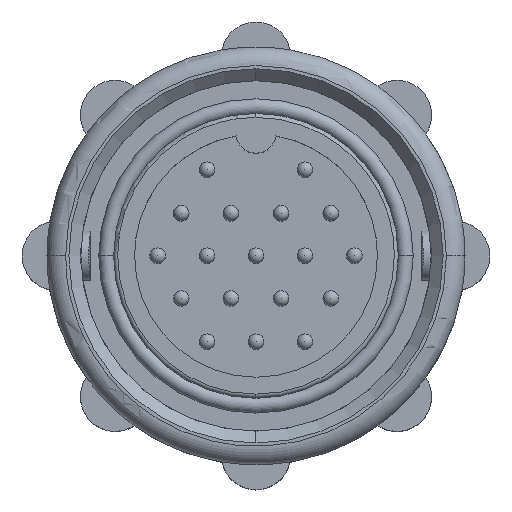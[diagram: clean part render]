
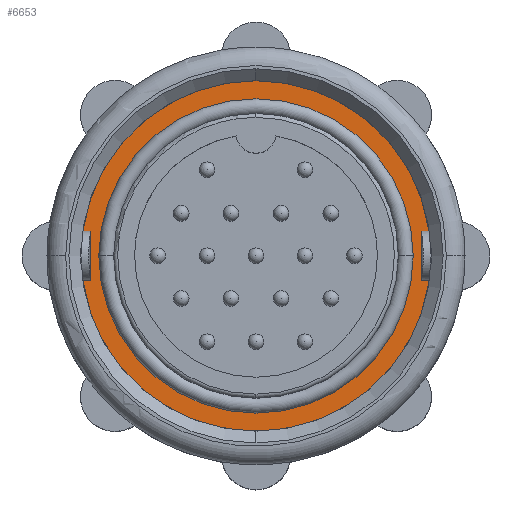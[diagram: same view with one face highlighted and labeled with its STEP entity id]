
A CAD part, top view. The second image highlights one B-rep face of the part: STEP entity #6653.
In plain terms, the highlighted planar face has unit normal (0, 0, 1).
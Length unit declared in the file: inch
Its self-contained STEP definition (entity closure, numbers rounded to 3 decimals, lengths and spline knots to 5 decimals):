
#9 = CARTESIAN_POINT ( 'NONE',  ( -0.43554, 0.0625, 0.025 ) ) ;
#11 = DIRECTION ( 'NONE',  ( 0.148, 0.989, 0. ) ) ;
#12 = DIRECTION ( 'NONE',  ( 0., 0., -1. ) ) ;
#53 = LINE ( 'NONE', #215, #2224 ) ;
#76 = DIRECTION ( 'NONE',  ( -1., 0., 0. ) ) ;
#90 = DIRECTION ( 'NONE',  ( 0., -1., 0. ) ) ;
#92 = DIRECTION ( 'NONE',  ( 0., 0., -1. ) ) ;
#136 = CARTESIAN_POINT ( 'NONE',  ( 0., 0., 0.025 ) ) ;
#165 = DIRECTION ( 'NONE',  ( -1., 0., 0. ) ) ;
#167 = DIRECTION ( 'NONE',  ( 0., 0., -1. ) ) ;
#168 = PLANE ( 'NONE',  #2333 ) ;
#174 = LINE ( 'NONE', #9, #2357 ) ;
#189 = CARTESIAN_POINT ( 'NONE',  ( 0., 0., 0.025 ) ) ;
#201 = DIRECTION ( 'NONE',  ( 0., -1., 0. ) ) ;
#210 = CARTESIAN_POINT ( 'NONE',  ( 0., 0., 0.025 ) ) ;
#215 = CARTESIAN_POINT ( 'NONE',  ( 0., 0.0625, 0.025 ) ) ;
#851 = AXIS2_PLACEMENT_3D ( 'NONE', #3982, #4025, #4208 ) ;
#870 = VECTOR ( 'NONE', #2602, 39.37008 ) ;
#935 = VECTOR ( 'NONE', #2800, 39.37008 ) ;
#1025 = VECTOR ( 'NONE', #2589, 39.37008 ) ;
#1041 = VECTOR ( 'NONE', #2646, 39.37008 ) ;
#1162 = AXIS2_PLACEMENT_3D ( 'NONE', #2625, #2701, #2747 ) ;
#1171 = AXIS2_PLACEMENT_3D ( 'NONE', #2576, #2751, #2741 ) ;
#1626 = ORIENTED_EDGE ( 'NONE', *, *, #7107, .F. ) ;
#1728 = EDGE_LOOP ( 'NONE', ( #5051, #4878 ) ) ;
#2034 = EDGE_CURVE ( 'NONE', #3290, #3288, #7256, .T. ) ;
#2218 = AXIS2_PLACEMENT_3D ( 'NONE', #136, #12, #201 ) ;
#2224 = VECTOR ( 'NONE', #76, 39.37008 ) ;
#2324 = FACE_BOUND ( 'NONE', #1728, .T. ) ;
#2333 = AXIS2_PLACEMENT_3D ( 'NONE', #210, #167, #165 ) ;
#2355 = AXIS2_PLACEMENT_3D ( 'NONE', #8759, #8760, #8731 ) ;
#2357 = VECTOR ( 'NONE', #11, 39.37008 ) ;
#2506 = AXIS2_PLACEMENT_3D ( 'NONE', #189, #92, #90 ) ;
#2539 = FACE_OUTER_BOUND ( 'NONE', #3953, .T. ) ;
#2550 = CARTESIAN_POINT ( 'NONE',  ( 0.43479, 0.0675, 0.025 ) ) ;
#2576 = CARTESIAN_POINT ( 'NONE',  ( 0., 0., 0.025 ) ) ;
#2589 = DIRECTION ( 'NONE',  ( -1., 0., 0. ) ) ;
#2602 = DIRECTION ( 'NONE',  ( 1., 0., 0. ) ) ;
#2605 = CARTESIAN_POINT ( 'NONE',  ( 0., -0.0625, 0.025 ) ) ;
#2625 = CARTESIAN_POINT ( 'NONE',  ( 0., 0., 0.025 ) ) ;
#2646 = DIRECTION ( 'NONE',  ( 0.148, -0.989, 0. ) ) ;
#2668 = CARTESIAN_POINT ( 'NONE',  ( 0., 0.0625, 0.025 ) ) ;
#2701 = DIRECTION ( 'NONE',  ( 0., 0., 1. ) ) ;
#2718 = LINE ( 'NONE', #2668, #1025 ) ;
#2741 = DIRECTION ( 'NONE',  ( 0., 1., 0. ) ) ;
#2747 = DIRECTION ( 'NONE',  ( 0., 1., 0. ) ) ;
#2751 = DIRECTION ( 'NONE',  ( 0., 0., 1. ) ) ;
#2769 = LINE ( 'NONE', #2550, #1041 ) ;
#2771 = LINE ( 'NONE', #2605, #870 ) ;
#2800 = DIRECTION ( 'NONE',  ( 1., 0., 0. ) ) ;
#2887 = CARTESIAN_POINT ( 'NONE',  ( 0., -0.0625, 0.025 ) ) ;
#2925 = LINE ( 'NONE', #2887, #935 ) ;
#3033 = VERTEX_POINT ( 'NONE', #5178 ) ;
#3087 = VERTEX_POINT ( 'NONE', #5347 ) ;
#3129 = VERTEX_POINT ( 'NONE', #4978 ) ;
#3201 = VERTEX_POINT ( 'NONE', #5206 ) ;
#3212 = VERTEX_POINT ( 'NONE', #5359 ) ;
#3218 = VERTEX_POINT ( 'NONE', #5193 ) ;
#3288 = VERTEX_POINT ( 'NONE', #5053 ) ;
#3290 = VERTEX_POINT ( 'NONE', #5050 ) ;
#3481 = VERTEX_POINT ( 'NONE', #5020 ) ;
#3513 = VERTEX_POINT ( 'NONE', #5324 ) ;
#3551 = VERTEX_POINT ( 'NONE', #6282 ) ;
#3887 = VERTEX_POINT ( 'NONE', #6200 ) ;
#3901 = VERTEX_POINT ( 'NONE', #6398 ) ;
#3953 = EDGE_LOOP ( 'NONE', ( #5345, #4872, #1626, #5340, #5233, #4869, #4753, #5292, #5009, #4710, #4737 ) ) ;
#3982 = CARTESIAN_POINT ( 'NONE',  ( 0., 0., 0.025 ) ) ;
#4025 = DIRECTION ( 'NONE',  ( 0., 0., 1. ) ) ;
#4208 = DIRECTION ( 'NONE',  ( -1., 0., 0. ) ) ;
#4710 = ORIENTED_EDGE ( 'NONE', *, *, #7299, .T. ) ;
#4737 = ORIENTED_EDGE ( 'NONE', *, *, #6771, .F. ) ;
#4753 = ORIENTED_EDGE ( 'NONE', *, *, #7115, .F. ) ;
#4869 = ORIENTED_EDGE ( 'NONE', *, *, #6643, .F. ) ;
#4872 = ORIENTED_EDGE ( 'NONE', *, *, #6690, .F. ) ;
#4878 = ORIENTED_EDGE ( 'NONE', *, *, #2034, .F. ) ;
#4978 = CARTESIAN_POINT ( 'NONE',  ( 0.43554, 0.0625, 0.025 ) ) ;
#5009 = ORIENTED_EDGE ( 'NONE', *, *, #7121, .F. ) ;
#5020 = CARTESIAN_POINT ( 'NONE',  ( -0.43554, 0.0625, 0.025 ) ) ;
#5050 = CARTESIAN_POINT ( 'NONE',  ( 0.3932, 0., 0.025 ) ) ;
#5051 = ORIENTED_EDGE ( 'NONE', *, *, #6895, .F. ) ;
#5053 = CARTESIAN_POINT ( 'NONE',  ( -0.3932, 0., 0.025 ) ) ;
#5178 = CARTESIAN_POINT ( 'NONE',  ( -0.43479, 0.0675, 0.025 ) ) ;
#5193 = CARTESIAN_POINT ( 'NONE',  ( 0.43554, -0.0625, 0.025 ) ) ;
#5206 = CARTESIAN_POINT ( 'NONE',  ( 0., 0.44, 0.025 ) ) ;
#5233 = ORIENTED_EDGE ( 'NONE', *, *, #7187, .T. ) ;
#5292 = ORIENTED_EDGE ( 'NONE', *, *, #6694, .F. ) ;
#5324 = CARTESIAN_POINT ( 'NONE',  ( -0.41532, -0.0625, 0.025 ) ) ;
#5340 = ORIENTED_EDGE ( 'NONE', *, *, #7182, .T. ) ;
#5345 = ORIENTED_EDGE ( 'NONE', *, *, #6613, .F. ) ;
#5347 = CARTESIAN_POINT ( 'NONE',  ( -0.41532, 0.0625, 0.025 ) ) ;
#5359 = CARTESIAN_POINT ( 'NONE',  ( 0.43479, 0.0675, 0.025 ) ) ;
#6200 = CARTESIAN_POINT ( 'NONE',  ( 0.41532, 0.0625, 0.025 ) ) ;
#6282 = CARTESIAN_POINT ( 'NONE',  ( -0.43554, -0.0625, 0.025 ) ) ;
#6398 = CARTESIAN_POINT ( 'NONE',  ( 0.41532, -0.0625, 0.025 ) ) ;
#6613 = EDGE_CURVE ( 'NONE', #3887, #3901, #6767, .T. ) ;
#6643 = EDGE_CURVE ( 'NONE', #3481, #3033, #174, .T. ) ;
#6653 = ADVANCED_FACE ( 'NONE', ( #2539, #2324 ), #168, .F. ) ;
#6690 = EDGE_CURVE ( 'NONE', #3129, #3887, #53, .T. ) ;
#6694 = EDGE_CURVE ( 'NONE', #3513, #3087, #7026, .T. ) ;
#6767 = CIRCLE ( 'NONE', #2506, 0.42 ) ;
#6771 = EDGE_CURVE ( 'NONE', #3901, #3218, #2925, .T. ) ;
#6895 = EDGE_CURVE ( 'NONE', #3288, #3290, #7214, .T. ) ;
#7026 = CIRCLE ( 'NONE', #2218, 0.42 ) ;
#7071 = CIRCLE ( 'NONE', #1171, 0.44 ) ;
#7107 = EDGE_CURVE ( 'NONE', #3212, #3129, #2769, .T. ) ;
#7115 = EDGE_CURVE ( 'NONE', #3087, #3481, #2718, .T. ) ;
#7121 = EDGE_CURVE ( 'NONE', #3551, #3513, #2771, .T. ) ;
#7181 = CIRCLE ( 'NONE', #1162, 0.44 ) ;
#7182 = EDGE_CURVE ( 'NONE', #3212, #3201, #7181, .T. ) ;
#7187 = EDGE_CURVE ( 'NONE', #3201, #3033, #7071, .T. ) ;
#7214 = CIRCLE ( 'NONE', #851, 0.3932 ) ;
#7256 = CIRCLE ( 'NONE', #2355, 0.3932 ) ;
#7299 = EDGE_CURVE ( 'NONE', #3551, #3218, #7303, .T. ) ;
#7303 = CIRCLE ( 'NONE', #9080, 0.44 ) ;
#7770 = DIRECTION ( 'NONE',  ( 0., 0., 1. ) ) ;
#7950 = DIRECTION ( 'NONE',  ( 0., 1., 0. ) ) ;
#7996 = CARTESIAN_POINT ( 'NONE',  ( 0., 0., 0.025 ) ) ;
#8731 = DIRECTION ( 'NONE',  ( -1., 0., 0. ) ) ;
#8759 = CARTESIAN_POINT ( 'NONE',  ( 0., 0., 0.025 ) ) ;
#8760 = DIRECTION ( 'NONE',  ( 0., 0., 1. ) ) ;
#9080 = AXIS2_PLACEMENT_3D ( 'NONE', #7996, #7770, #7950 ) ;
